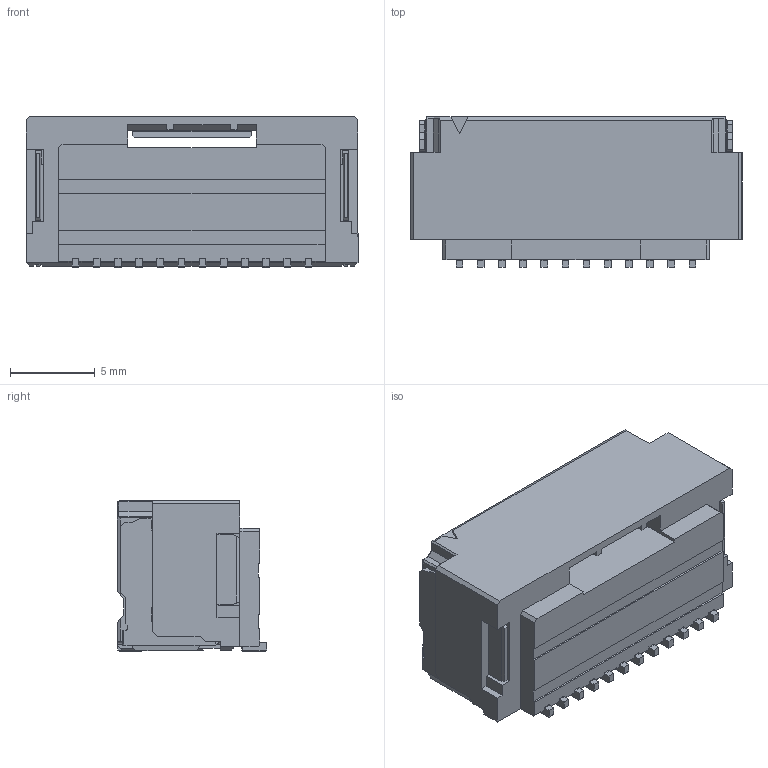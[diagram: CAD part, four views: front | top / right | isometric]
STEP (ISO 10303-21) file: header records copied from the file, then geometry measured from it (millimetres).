
FILE_DESCRIPTION((''),'2;1');
FILE_NAME('5054482491','2020-05-12T',('gga'),(''),'PRO/ENGINEER BY PARAMETRIC TECHNOLOGY CORPORATION, 2016010','PRO/ENGINEER BY PARAMETRIC TECHNOLOGY CORPORATION, 2016010','');
FILE_SCHEMA(('CONFIG_CONTROL_DESIGN'));
Length unit declared in the file: millimetre
Products named in the file (1): 5054482491
Bounding box: 19.6 x 8.85 x 8.95 mm (x, y, z)
Volume: 837.1 mm3; surface area: 1411.8 mm2
Topology: 1 solids, 1 shells, 882 faces, 2728 edges, 1849 vertices
Faces by surface type: plane 814, cylinder 46, cone 22
Entity records: 29751 total; most frequent: CARTESIAN_POINT 5428, ORIENTED_EDGE 5248, DIRECTION 4572, EDGE_CURVE 2624, VECTOR 2602, LINE 2602, VERTEX_POINT 1745, AXIS2_PLACEMENT_3D 985
